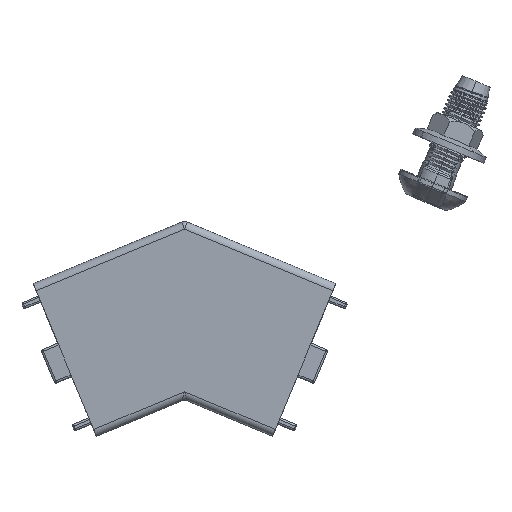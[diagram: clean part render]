
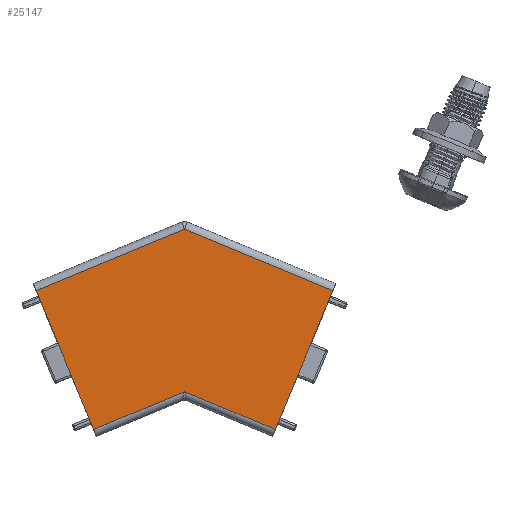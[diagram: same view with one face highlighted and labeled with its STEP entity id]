
A CAD part, top view. The second image highlights one B-rep face of the part: STEP entity #25147.
In plain terms, the highlighted planar face has unit normal (0, -0.026, 1).
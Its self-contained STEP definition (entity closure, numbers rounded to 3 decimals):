
#1146 = DIRECTION ( 'NONE',  ( -0.924, 0.383, 0.01 ) ) ;
#1469 = CARTESIAN_POINT ( 'NONE',  ( 40.469, 5.374, 22.824 ) ) ;
#1924 = CARTESIAN_POINT ( 'NONE',  ( 0., 22.137, 23.263 ) ) ;
#2165 = VECTOR ( 'NONE', #13942, 1000. ) ;
#2412 = VERTEX_POINT ( 'NONE', #34104 ) ;
#3237 = VECTOR ( 'NONE', #7473, 1000. ) ;
#4322 = ORIENTED_EDGE ( 'NONE', *, *, #5454, .T. ) ;
#4914 = CARTESIAN_POINT ( 'NONE',  ( 0., -6.986, 22.5 ) ) ;
#5035 = DIRECTION ( 'NONE',  ( 0., -1., -0.026 ) ) ;
#5454 = EDGE_CURVE ( 'NONE', #30128, #24061, #33997, .T. ) ;
#7473 = DIRECTION ( 'NONE',  ( 0.924, 0.383, 0.01 ) ) ;
#10655 = DIRECTION ( 'NONE',  ( 0.924, -0.383, -0.01 ) ) ;
#11176 = CARTESIAN_POINT ( 'NONE',  ( -10.302, 17.869, 23.151 ) ) ;
#11287 = CARTESIAN_POINT ( 'NONE',  ( -30.176, -19.476, 22.173 ) ) ;
#11402 = VERTEX_POINT ( 'NONE', #1924 ) ;
#13159 = CARTESIAN_POINT ( 'NONE',  ( -5.397, -20.006, 22.159 ) ) ;
#13280 = DIRECTION ( 'NONE',  ( 0.383, 0.924, 0.024 ) ) ;
#13942 = DIRECTION ( 'NONE',  ( -0.924, -0.383, -0.01 ) ) ;
#14061 = DIRECTION ( 'NONE',  ( 0.383, -0.924, -0.024 ) ) ;
#14956 = VERTEX_POINT ( 'NONE', #18825 ) ;
#15149 = ORIENTED_EDGE ( 'NONE', *, *, #31714, .T. ) ;
#15388 = EDGE_CURVE ( 'NONE', #14956, #20568, #17914, .T. ) ;
#17574 = VECTOR ( 'NONE', #13280, 1000. ) ;
#17914 = LINE ( 'NONE', #23963, #3237 ) ;
#18452 = CARTESIAN_POINT ( 'NONE',  ( 24.779, -32.505, 21.832 ) ) ;
#18825 = CARTESIAN_POINT ( 'NONE',  ( -24.779, -32.505, 21.832 ) ) ;
#19551 = CARTESIAN_POINT ( 'NONE',  ( 0., -22.241, 22.101 ) ) ;
#19715 = FACE_OUTER_BOUND ( 'NONE', #29163, .T. ) ;
#20141 = LINE ( 'NONE', #11287, #33983 ) ;
#20448 = CARTESIAN_POINT ( 'NONE',  ( 10.302, 17.869, 23.151 ) ) ;
#20568 = VERTEX_POINT ( 'NONE', #19551 ) ;
#21536 = DIRECTION ( 'NONE',  ( 0., -0.026, 1. ) ) ;
#22015 = EDGE_CURVE ( 'NONE', #11402, #2412, #30661, .T. ) ;
#23835 = ORIENTED_EDGE ( 'NONE', *, *, #33963, .T. ) ;
#23963 = CARTESIAN_POINT ( 'NONE',  ( 5.397, -20.006, 22.159 ) ) ;
#24061 = VERTEX_POINT ( 'NONE', #1469 ) ;
#25147 = ADVANCED_FACE ( 'NONE', ( #19715 ), #32548, .T. ) ;
#25366 = EDGE_CURVE ( 'NONE', #2412, #14956, #20141, .T. ) ;
#25839 = ORIENTED_EDGE ( 'NONE', *, *, #22015, .T. ) ;
#26105 = ORIENTED_EDGE ( 'NONE', *, *, #15388, .T. ) ;
#26551 = VECTOR ( 'NONE', #10655, 1000. ) ;
#26642 = VECTOR ( 'NONE', #1146, 1000. ) ;
#27505 = LINE ( 'NONE', #20448, #26642 ) ;
#28290 = LINE ( 'NONE', #13159, #26551 ) ;
#29163 = EDGE_LOOP ( 'NONE', ( #15149, #25839, #31565, #26105, #23835, #4322 ) ) ;
#30128 = VERTEX_POINT ( 'NONE', #18452 ) ;
#30661 = LINE ( 'NONE', #11176, #2165 ) ;
#31565 = ORIENTED_EDGE ( 'NONE', *, *, #25366, .T. ) ;
#31714 = EDGE_CURVE ( 'NONE', #24061, #11402, #27505, .T. ) ;
#32548 = PLANE ( 'NONE',  #34625 ) ;
#32605 = CARTESIAN_POINT ( 'NONE',  ( 30.176, -19.476, 22.173 ) ) ;
#33963 = EDGE_CURVE ( 'NONE', #20568, #30128, #28290, .T. ) ;
#33983 = VECTOR ( 'NONE', #14061, 1000. ) ;
#33997 = LINE ( 'NONE', #32605, #17574 ) ;
#34104 = CARTESIAN_POINT ( 'NONE',  ( -40.469, 5.374, 22.824 ) ) ;
#34625 = AXIS2_PLACEMENT_3D ( 'NONE', #4914, #21536, #5035 ) ;
